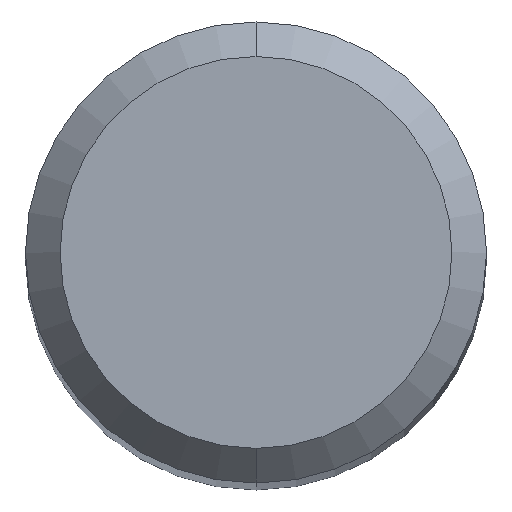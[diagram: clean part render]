
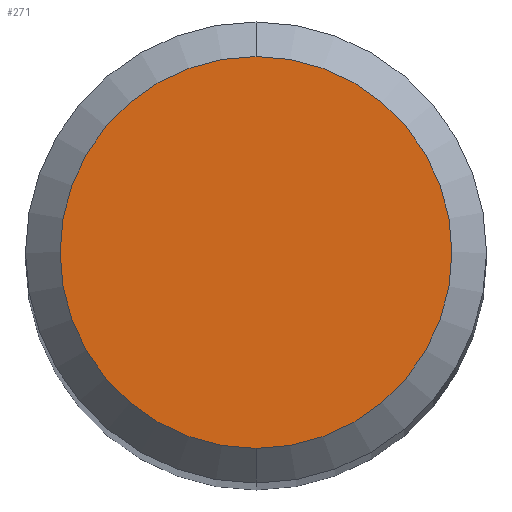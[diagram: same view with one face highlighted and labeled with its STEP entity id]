
A CAD part, top view. The second image highlights one B-rep face of the part: STEP entity #271.
In plain terms, the highlighted planar face has unit normal (0, 0, 1).
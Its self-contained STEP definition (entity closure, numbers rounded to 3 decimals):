
#195=VERTEX_POINT('',#510);
#239=VERTEX_POINT('',#561);
#271=ADVANCED_FACE('',(#596),#597,.T.);
#277=EDGE_CURVE('',#195,#239,#603,.T.);
#307=EDGE_CURVE('',#239,#195,#635,.T.);
#510=CARTESIAN_POINT('',(0.0,1.7,0.0));
#561=CARTESIAN_POINT('',(0.,-1.7,0.0));
#596=FACE_OUTER_BOUND('',#1052,.T.);
#597=PLANE('',#1053);
#603=CIRCLE('',#1061,1.7);
#635=CIRCLE('',#1102,1.7);
#1052=EDGE_LOOP('',(#1596,#1597));
#1053=AXIS2_PLACEMENT_3D('',#1598,#1599,#1600);
#1061=AXIS2_PLACEMENT_3D('',#1604,#1605,#1606);
#1102=AXIS2_PLACEMENT_3D('',#1632,#1633,#1634);
#1596=ORIENTED_EDGE('',*,*,#277,.F.);
#1597=ORIENTED_EDGE('',*,*,#307,.F.);
#1598=CARTESIAN_POINT('',(0.0,0.85,0.0));
#1599=DIRECTION('',(-0.0,0.0,1.0));
#1600=DIRECTION('',(0.0,-1.0,0.0));
#1604=CARTESIAN_POINT('',(0.0,0.0,0.0));
#1605=DIRECTION('',(0.0,0.0,-1.0));
#1606=DIRECTION('',(0.0,1.0,0.0));
#1632=CARTESIAN_POINT('',(0.0,0.0,0.0));
#1633=DIRECTION('',(0.0,0.0,-1.0));
#1634=DIRECTION('',(0.0,1.0,0.0));
